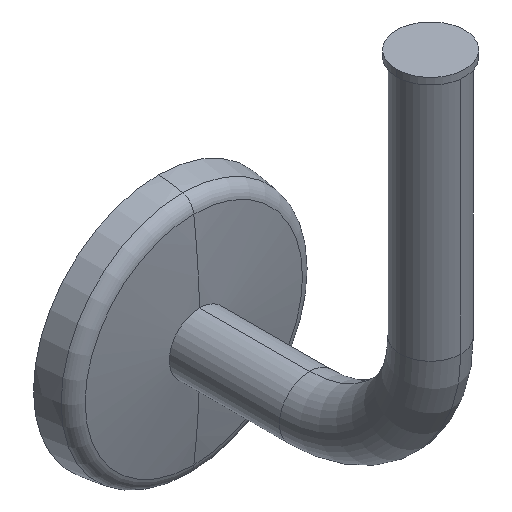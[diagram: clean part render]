
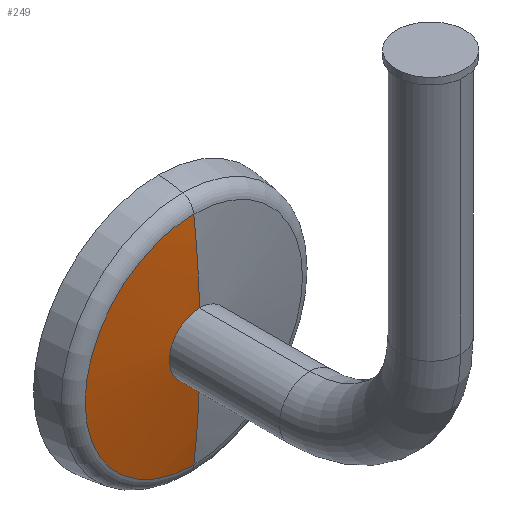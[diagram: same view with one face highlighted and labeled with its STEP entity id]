
A CAD part, isometric view. The second image highlights one B-rep face of the part: STEP entity #249.
In plain terms, the highlighted spherical face has radius 250 mm.
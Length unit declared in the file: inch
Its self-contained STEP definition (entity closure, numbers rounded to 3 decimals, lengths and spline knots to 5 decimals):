
#15=CARTESIAN_POINT('',(-0.984,-2.68,1.08488));
#16=DIRECTION('',(0.,-1.,0.));
#17=DIRECTION('',(0.,0.,1.));
#18=AXIS2_PLACEMENT_3D('',#15,#16,#17);
#20=CARTESIAN_POINT('',(-0.984,7.15746,1.08488));
#21=DIRECTION('',(1.,0.,0.));
#22=DIRECTION('',(0.,-0.999,-0.032));
#23=AXIS2_PLACEMENT_3D('',#20,#21,#22);
#25=CARTESIAN_POINT('',(-0.984,7.15746,1.08488));
#26=DIRECTION('',(1.,0.,0.));
#27=DIRECTION('',(0.,-0.993,0.115));
#28=AXIS2_PLACEMENT_3D('',#25,#26,#27);
#30=CARTESIAN_POINT('',(-0.984,-2.61972,1.08488));
#31=DIRECTION('',(0.,-1.,0.));
#32=DIRECTION('',(0.,0.,1.));
#33=AXIS2_PLACEMENT_3D('',#30,#31,#32);
#156=CARTESIAN_POINT('',(-0.984,-2.68,0.76993));
#157=CARTESIAN_POINT('',(-0.984,-2.68,
1.39983));
#158=VERTEX_POINT('',#156);
#159=VERTEX_POINT('',#157);
#160=CARTESIAN_POINT('',(-0.984,-2.61972,
2.2169));
#161=VERTEX_POINT('',#160);
#162=CARTESIAN_POINT('',(-0.984,-2.61972,-0.04714));
#163=VERTEX_POINT('',#162);
#237=CARTESIAN_POINT('',(-0.984,7.15746,1.08488));
#238=DIRECTION('',(0.,1.,0.));
#239=DIRECTION('',(0.,0.,-1.));
#240=AXIS2_PLACEMENT_3D('',#237,#238,#239);
#241=SPHERICAL_SURFACE('',#240,9.8425);
#242=ORIENTED_EDGE('',*,*,#228,.T.);
#243=ORIENTED_EDGE('',*,*,#203,.T.);
#245=ORIENTED_EDGE('',*,*,#244,.F.);
#246=ORIENTED_EDGE('',*,*,#199,.T.);
#247=EDGE_LOOP('',(#242,#243,#245,#246));
#248=FACE_OUTER_BOUND('',#247,.F.);
#249=ADVANCED_FACE('',(#248),#241,.T.);
#19=CIRCLE('',#18,0.31495);
#24=CIRCLE('',#23,9.8425);
#29=CIRCLE('',#28,9.8425);
#34=CIRCLE('',#33,1.13202);
#199=EDGE_CURVE('',#161,#159,#29,.T.);
#203=EDGE_CURVE('',#158,#163,#24,.T.);
#228=EDGE_CURVE('',#159,#158,#19,.T.);
#244=EDGE_CURVE('',#161,#163,#34,.T.);
